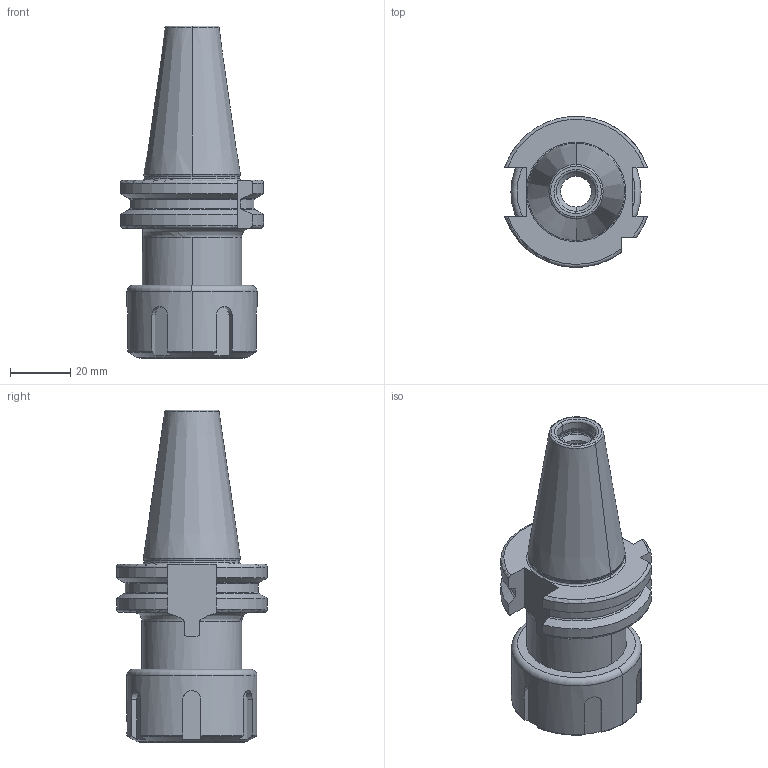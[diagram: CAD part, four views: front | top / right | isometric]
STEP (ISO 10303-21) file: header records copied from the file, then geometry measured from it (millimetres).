
FILE_DESCRIPTION((''),'2;1');
FILE_NAME('302_01_16','2020-12-01T',('104091'),(''),'CREO PARAMETRIC BY PTC INC, 2016260','CREO PARAMETRIC BY PTC INC, 2016260','');
FILE_SCHEMA(('CONFIG_CONTROL_DESIGN'));
Length unit declared in the file: millimetre
Products named in the file (1): 302_01_16
Bounding box: 47.34 x 49.9 x 109.8 mm (x, y, z)
Volume: 71485.1 mm3; surface area: 24446.6 mm2
Topology: 1 solids, 1 shells, 192 faces, 480 edges, 299 vertices
Faces by surface type: cylinder 54, torus 53, plane 47, cone 38
Entity records: 6241 total; most frequent: CARTESIAN_POINT 1613, DIRECTION 998, ORIENTED_EDGE 954, EDGE_CURVE 477, AXIS2_PLACEMENT_3D 418, VERTEX_POINT 297, CIRCLE 223, EDGE_LOOP 204
